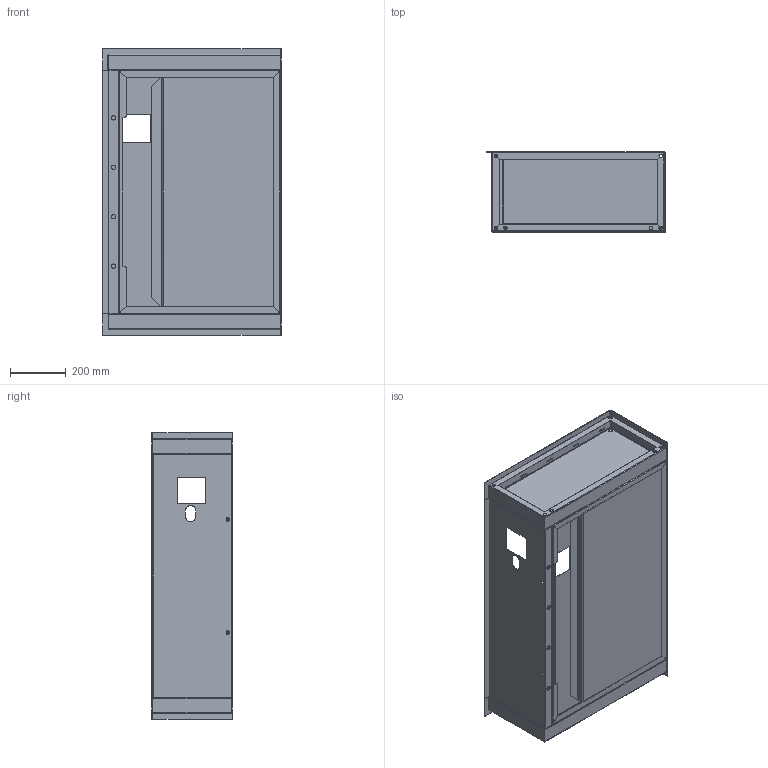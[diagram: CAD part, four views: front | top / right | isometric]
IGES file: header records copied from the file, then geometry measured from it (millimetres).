
Start section: SolidWorks IGES file using analytic representation for surfaces
Global section: file name: AIJ-36 .IGS; native system: SolidWorks 2017; preprocessor: SolidWorks 2017; author: jorge; date: 181004.133520; units: inch
Bounding box: 641.9 x 289.37 x 1029.61 mm (x, y, z)
Surface area: 3722100.8 mm2 (no closed solid volume)
Topology: 0 solids, 0 shells, 402 faces, 4164 edges, 4154 vertices
Faces by surface type: bspline 224, revolution 178
